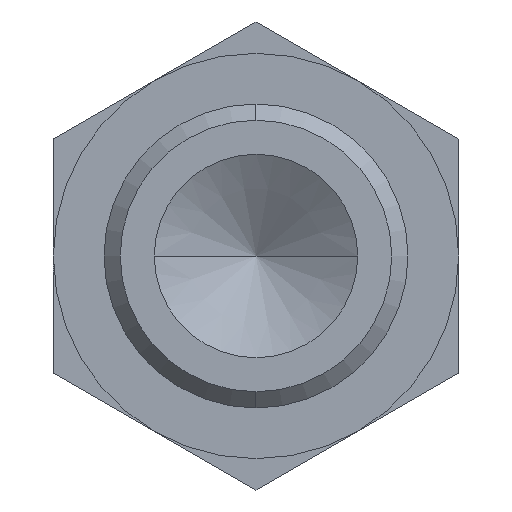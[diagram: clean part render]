
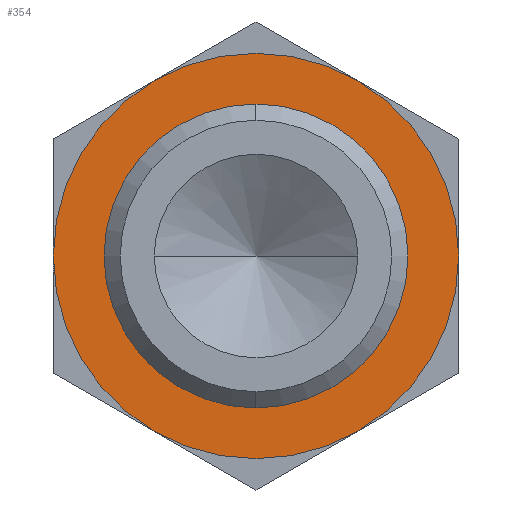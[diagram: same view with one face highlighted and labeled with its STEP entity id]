
A CAD part, left-side view. The second image highlights one B-rep face of the part: STEP entity #354.
In plain terms, the highlighted planar face has unit normal (-1, 0, 0).
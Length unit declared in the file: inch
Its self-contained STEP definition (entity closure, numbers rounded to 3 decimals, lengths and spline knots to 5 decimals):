
#5 = AXIS2_PLACEMENT_3D ( 'NONE', #385, #26, #377 ) ;
#21 = EDGE_LOOP ( 'NONE', ( #619, #660 ) ) ;
#26 = DIRECTION ( 'NONE',  ( -1., 0., 0. ) ) ;
#41 = DIRECTION ( 'NONE',  ( 0., 0., -1. ) ) ;
#68 = CIRCLE ( 'NONE', #816, 0.25 ) ;
#110 = DIRECTION ( 'NONE',  ( 1., 0., 0. ) ) ;
#119 = AXIS2_PLACEMENT_3D ( 'NONE', #209, #578, #413 ) ;
#124 = EDGE_CURVE ( 'NONE', #379, #212, #456, .T. ) ;
#133 = DIRECTION ( 'NONE',  ( 1., 0., 0. ) ) ;
#209 = CARTESIAN_POINT ( 'NONE',  ( 0.28, 0., 0. ) ) ;
#212 = VERTEX_POINT ( 'NONE', #868 ) ;
#331 = DIRECTION ( 'NONE',  ( 1., 0., 0. ) ) ;
#343 = AXIS2_PLACEMENT_3D ( 'NONE', #617, #331, #907 ) ;
#354 = ADVANCED_FACE ( 'NONE', ( #547, #473 ), #768, .F. ) ;
#377 = DIRECTION ( 'NONE',  ( 0., 0., 1. ) ) ;
#379 = VERTEX_POINT ( 'NONE', #872 ) ;
#382 = EDGE_CURVE ( 'NONE', #493, #801, #68, .T. ) ;
#385 = CARTESIAN_POINT ( 'NONE',  ( 0.28, 0., 0. ) ) ;
#391 = CIRCLE ( 'NONE', #343, 0.25 ) ;
#410 = CARTESIAN_POINT ( 'NONE',  ( 0.28, 0., 0. ) ) ;
#413 = DIRECTION ( 'NONE',  ( 0., 0., 1. ) ) ;
#456 = CIRCLE ( 'NONE', #119, 0.1875 ) ;
#473 = FACE_OUTER_BOUND ( 'NONE', #21, .T. ) ;
#482 = AXIS2_PLACEMENT_3D ( 'NONE', #410, #110, #41 ) ;
#493 = VERTEX_POINT ( 'NONE', #739 ) ;
#547 = FACE_BOUND ( 'NONE', #695, .T. ) ;
#564 = CIRCLE ( 'NONE', #5, 0.1875 ) ;
#565 = ORIENTED_EDGE ( 'NONE', *, *, #742, .F. ) ;
#578 = DIRECTION ( 'NONE',  ( -1., 0., 0. ) ) ;
#617 = CARTESIAN_POINT ( 'NONE',  ( 0.28, 0., 0. ) ) ;
#619 = ORIENTED_EDGE ( 'NONE', *, *, #840, .F. ) ;
#660 = ORIENTED_EDGE ( 'NONE', *, *, #382, .F. ) ;
#695 = EDGE_LOOP ( 'NONE', ( #909, #565 ) ) ;
#739 = CARTESIAN_POINT ( 'NONE',  ( 0.28, 0., -0.25 ) ) ;
#742 = EDGE_CURVE ( 'NONE', #212, #379, #564, .T. ) ;
#768 = PLANE ( 'NONE',  #482 ) ;
#778 = CARTESIAN_POINT ( 'NONE',  ( 0.28, 0., 0.25 ) ) ;
#795 = DIRECTION ( 'NONE',  ( 0., 0., 1. ) ) ;
#801 = VERTEX_POINT ( 'NONE', #778 ) ;
#816 = AXIS2_PLACEMENT_3D ( 'NONE', #855, #133, #795 ) ;
#840 = EDGE_CURVE ( 'NONE', #801, #493, #391, .T. ) ;
#855 = CARTESIAN_POINT ( 'NONE',  ( 0.28, 0., 0. ) ) ;
#868 = CARTESIAN_POINT ( 'NONE',  ( 0.28, 0., -0.1875 ) ) ;
#872 = CARTESIAN_POINT ( 'NONE',  ( 0.28, 0., 0.1875 ) ) ;
#907 = DIRECTION ( 'NONE',  ( 0., 0., 1. ) ) ;
#909 = ORIENTED_EDGE ( 'NONE', *, *, #124, .F. ) ;
